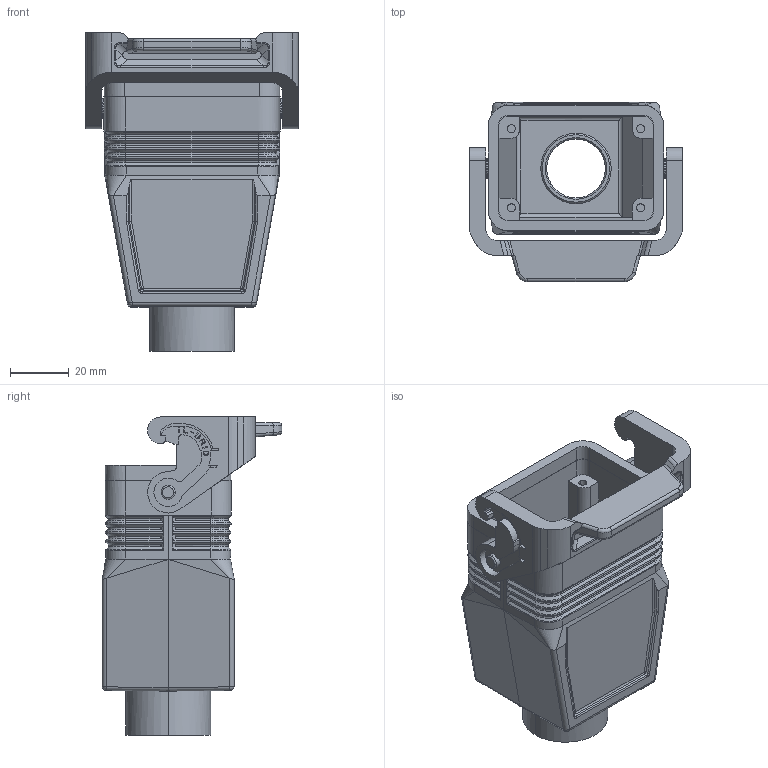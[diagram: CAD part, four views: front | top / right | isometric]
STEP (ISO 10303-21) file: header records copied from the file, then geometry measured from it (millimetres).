
FILE_DESCRIPTION(('Creo Elements/Direct Modeling STEP Export'),'2;1');
FILE_NAME('0ln7uvk5h77tikh5420','2022-02-14T15:54:22',(''),(''),'Creo Elements/Direct Modeling STEP processor for AP214 (Solid Model)','Creo Elements/Direct Modeling 20.1B 02-Apr-2019 (C) Parametric Technology GmbH','');
FILE_SCHEMA(('AUTOMOTIVE_DESIGN { 1 0 10303 214 1 1 1 1 }'));
Length unit declared in the file: millimetre
Products named in the file (2): MLAV_06_LG25
Assembly tree (1 placements, depth 2):
  MLAV_06_LG25
    MLAV_06_LG25
Bounding box: 72.5 x 61.25 x 108.45 mm (x, y, z)
Volume: 82498.8 mm3; surface area: 41456.5 mm2
Topology: 1 solids, 1 shells, 985 faces, 2574 edges, 1616 vertices
Faces by surface type: plane 588, cylinder 258, bspline 106, sphere 13, cone 10, torus 10
Entity records: 46767 total; most frequent: CARTESIAN_POINT 16019, ORIENTED_EDGE 5122, DIRECTION 4269, EDGE_CURVE 2561, VECTOR 1773, LINE 1773, VERTEX_POINT 1616, AXIS2_PLACEMENT_3D 1248
